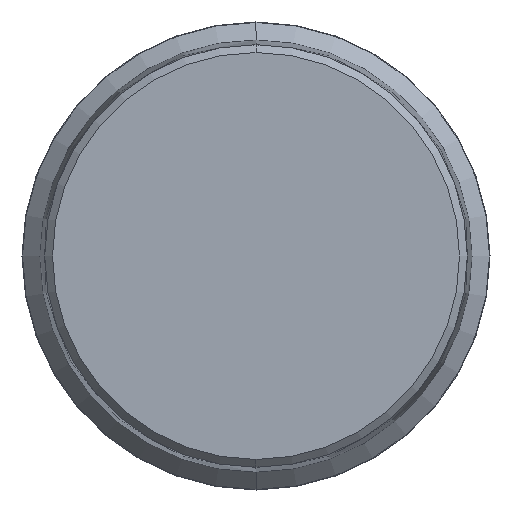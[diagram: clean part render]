
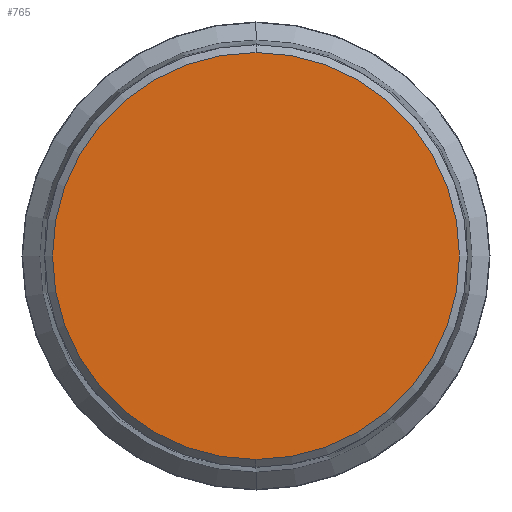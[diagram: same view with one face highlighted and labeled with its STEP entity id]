
A CAD part, front view. The second image highlights one B-rep face of the part: STEP entity #765.
In plain terms, the highlighted planar face has unit normal (0, -1, 0).
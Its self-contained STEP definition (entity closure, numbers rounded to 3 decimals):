
#765=ADVANCED_FACE('',(#1460),#1461,.T.);
#1460=FACE_OUTER_BOUND('',#2111,.T.);
#1461=PLANE('',#2112);
#2111=EDGE_LOOP('',(#3798,#3799));
#2112=AXIS2_PLACEMENT_3D('',#3800,#3801,#3802);
#3798=ORIENTED_EDGE('',*,*,#4417,.T.);
#3799=ORIENTED_EDGE('',*,*,#4448,.T.);
#3800=CARTESIAN_POINT('',(0.0,-18.0,6.522));
#3801=DIRECTION('',(0.0,-1.0,0.0));
#3802=DIRECTION('',(0.0,0.0,1.0));
#4417=EDGE_CURVE('',#5309,#5313,#5315,.T.);
#4448=EDGE_CURVE('',#5313,#5309,#5357,.T.);
#5309=VERTEX_POINT('',#6658);
#5313=VERTEX_POINT('',#6663);
#5315=CIRCLE('',#6666,13.044);
#5357=CIRCLE('',#6716,13.044);
#6658=CARTESIAN_POINT('',(0.0,-18.0,13.044));
#6663=CARTESIAN_POINT('',(0.,-18.0,-13.044));
#6666=AXIS2_PLACEMENT_3D('',#7568,#7569,#7570);
#6716=AXIS2_PLACEMENT_3D('',#7612,#7613,#7614);
#7568=CARTESIAN_POINT('',(0.0,-18.0,0.0));
#7569=DIRECTION('',(0.0,-1.0,0.0));
#7570=DIRECTION('',(0.0,0.0,1.0));
#7612=CARTESIAN_POINT('',(0.0,-18.0,0.0));
#7613=DIRECTION('',(0.0,-1.0,0.0));
#7614=DIRECTION('',(0.0,0.0,1.0));
